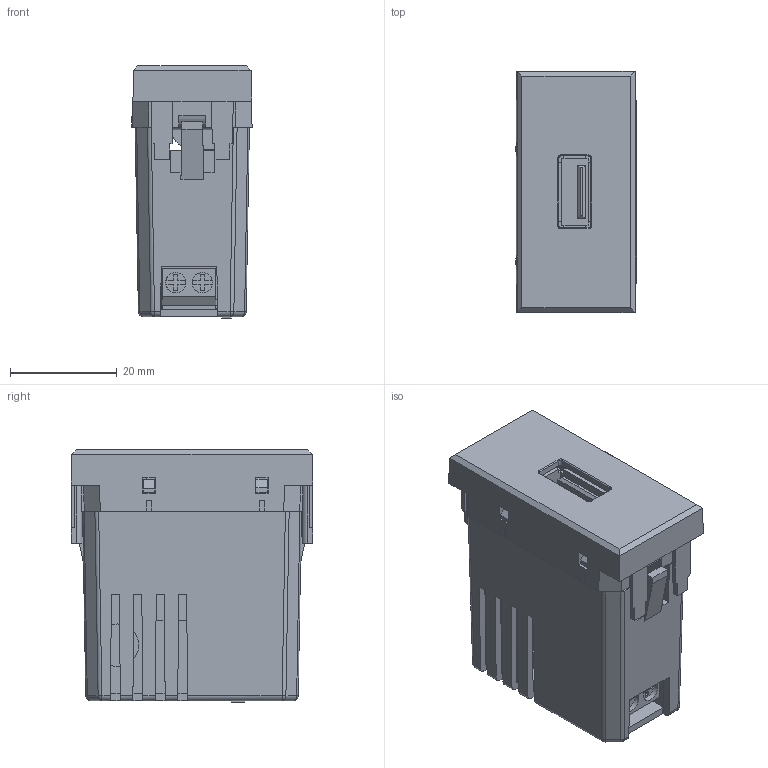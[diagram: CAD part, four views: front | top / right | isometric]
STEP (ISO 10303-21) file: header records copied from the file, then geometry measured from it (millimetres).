
FILE_DESCRIPTION (( 'STEP AP214' ), '1' );
FILE_NAME ('4BOX-USB-1A-2.1A-AXOLUTE.STEP', '2024-08-23T00:16:14', ( '' ), ( '' ), 'SwSTEP 2.0', 'SolidWorks 2016', '' );
FILE_SCHEMA (( 'AUTOMOTIVE_DESIGN' ));
Length unit declared in the file: millimetre
Products named in the file (6): AXOLUTE黃蕾耀輸奻裔; AXOLUTE黃蕾耀輸狟裔; 4BOX-USB-1A-2.1A-AXOLUTE; 詢淏謗弇諉盄翐-1108; PCB-USB菁釱-旳啣; PCB-USB-黃蕾耀輸
Assembly tree (5 placements, depth 2):
  4BOX-USB-1A-2.1A-AXOLUTE
    PCB-USB-黃蕾耀輸
    詢淏謗弇諉盄翐-1108
    PCB-USB菁釱-旳啣
    AXOLUTE黃蕾耀輸奻裔
    AXOLUTE黃蕾耀輸狟裔
Bounding box: 22.5 x 45.23 x 47.25 mm (x, y, z)
Volume: 18680.6 mm3; surface area: 23244.7 mm2
Topology: 5 solids, 5 shells, 648 faces, 1826 edges, 1189 vertices
Faces by surface type: plane 538, cylinder 90, sphere 8, torus 4, cone 4, bspline 4
Entity records: 21010 total; most frequent: CARTESIAN_POINT 3890, ORIENTED_EDGE 3652, DIRECTION 3270, EDGE_CURVE 1826, LINE 1608, VECTOR 1608, VERTEX_POINT 1189, AXIS2_PLACEMENT_3D 831
